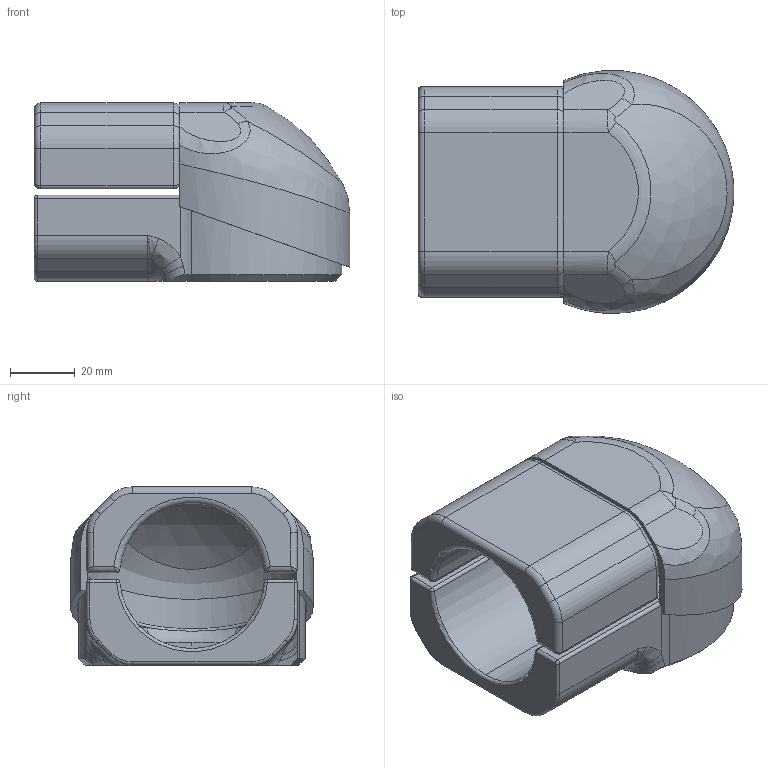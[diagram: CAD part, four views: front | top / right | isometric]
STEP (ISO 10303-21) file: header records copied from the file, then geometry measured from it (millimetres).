
FILE_DESCRIPTION (( 'STEP AP214' ), '1' );
FILE_NAME ('A-2640-01.STEP', '2024-07-15T21:23:10', ( '' ), ( '' ), 'SwSTEP 2.0', 'SolidWorks 2022', '' );
FILE_SCHEMA (( 'AUTOMOTIVE_DESIGN' ));
Length unit declared in the file: millimetre
Products named in the file (1): A-2640-01
Bounding box: 97.48 x 74.98 x 55 mm (x, y, z)
Volume: 117458.2 mm3; surface area: 43065.6 mm2
Topology: 3 solids, 3 shells, 155 faces, 372 edges, 208 vertices
Faces by surface type: cylinder 56, bspline 32, torus 28, plane 28, sphere 6, cone 5
Entity records: 10829 total; most frequent: CARTESIAN_POINT 5833, ORIENTED_EDGE 716, DIRECTION 636, EDGE_CURVE 358, AXIS2_PLACEMENT_3D 262, VERTEX_POINT 208, UNCERTAINTY_MEASURE_WITH_UNIT 160, PRESENTATION_LAYER_ASSIGNMENT 159
